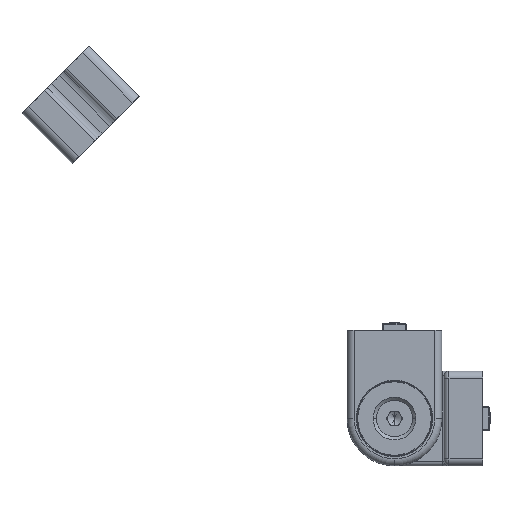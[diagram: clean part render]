
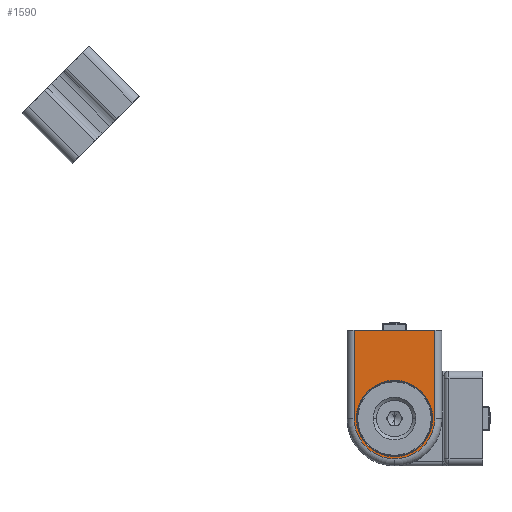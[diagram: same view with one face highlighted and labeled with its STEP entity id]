
A CAD part, left-side view. The second image highlights one B-rep face of the part: STEP entity #1590.
In plain terms, the highlighted planar face has unit normal (-1, 0, 0).
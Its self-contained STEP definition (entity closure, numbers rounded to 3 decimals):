
#5 = CARTESIAN_POINT ( 'NONE',  ( -10., 18.6, 0. ) ) ;
#244 = VECTOR ( 'NONE', #21463, 1000. ) ;
#564 = VECTOR ( 'NONE', #12541, 1000. ) ;
#801 = CIRCLE ( 'NONE', #19982, 8.041 ) ;
#911 = LINE ( 'NONE', #19343, #244 ) ;
#1315 = EDGE_CURVE ( 'NONE', #18551, #14520, #6683, .T. ) ;
#1365 = FACE_BOUND ( 'NONE', #26162, .T. ) ;
#1590 = ADVANCED_FACE ( 'NONE', ( #1365, #23144 ), #15185, .F. ) ;
#1842 = EDGE_CURVE ( 'NONE', #4638, #18551, #24104, .T. ) ;
#2139 = DIRECTION ( 'NONE',  ( 0., 0., -1. ) ) ;
#2259 = EDGE_LOOP ( 'NONE', ( #19897, #26257, #8065, #17965, #10210 ) ) ;
#2521 = CARTESIAN_POINT ( 'NONE',  ( -10., 18.6, 8.041 ) ) ;
#2524 = DIRECTION ( 'NONE',  ( 1., 0., 0. ) ) ;
#2781 = CARTESIAN_POINT ( 'NONE',  ( -10., 18.6, 0. ) ) ;
#3913 = VERTEX_POINT ( 'NONE', #21142 ) ;
#4638 = VERTEX_POINT ( 'NONE', #9603 ) ;
#4903 = DIRECTION ( 'NONE',  ( 0., 0., -1. ) ) ;
#5205 = EDGE_CURVE ( 'NONE', #26359, #15627, #5854, .T. ) ;
#5411 = DIRECTION ( 'NONE',  ( 0., -1., 0. ) ) ;
#5854 = CIRCLE ( 'NONE', #22047, 8.041 ) ;
#5877 = DIRECTION ( 'NONE',  ( -1., 0., 0. ) ) ;
#6447 = CARTESIAN_POINT ( 'NONE',  ( -10., 18.6, 0. ) ) ;
#6683 = CIRCLE ( 'NONE', #20549, 8.5 ) ;
#7901 = EDGE_CURVE ( 'NONE', #14520, #9217, #26236, .T. ) ;
#8065 = ORIENTED_EDGE ( 'NONE', *, *, #1842, .T. ) ;
#8079 = CARTESIAN_POINT ( 'NONE',  ( -10., 18.6, -8.5 ) ) ;
#8265 = EDGE_CURVE ( 'NONE', #15627, #26359, #801, .T. ) ;
#8385 = CARTESIAN_POINT ( 'NONE',  ( -10., 28.6, 8.5 ) ) ;
#8574 = DIRECTION ( 'NONE',  ( 0., 0., -1. ) ) ;
#9217 = VERTEX_POINT ( 'NONE', #10669 ) ;
#9603 = CARTESIAN_POINT ( 'NONE',  ( -10., 18.6, 8.5 ) ) ;
#10210 = ORIENTED_EDGE ( 'NONE', *, *, #7901, .T. ) ;
#10669 = CARTESIAN_POINT ( 'NONE',  ( -10., 0., -8.5 ) ) ;
#12541 = DIRECTION ( 'NONE',  ( 0., 1., 0. ) ) ;
#13695 = EDGE_CURVE ( 'NONE', #3913, #4638, #17425, .T. ) ;
#14326 = ORIENTED_EDGE ( 'NONE', *, *, #8265, .T. ) ;
#14520 = VERTEX_POINT ( 'NONE', #8079 ) ;
#14793 = DIRECTION ( 'NONE',  ( -1., 0., 0. ) ) ;
#15185 = PLANE ( 'NONE',  #22851 ) ;
#15627 = VERTEX_POINT ( 'NONE', #18862 ) ;
#17298 = DIRECTION ( 'NONE',  ( 0., 0., -1. ) ) ;
#17425 = LINE ( 'NONE', #8385, #564 ) ;
#17456 = ORIENTED_EDGE ( 'NONE', *, *, #5205, .T. ) ;
#17548 = DIRECTION ( 'NONE',  ( 1., 0., 0. ) ) ;
#17965 = ORIENTED_EDGE ( 'NONE', *, *, #1315, .T. ) ;
#18505 = CARTESIAN_POINT ( 'NONE',  ( -10., 18.6, 0. ) ) ;
#18551 = VERTEX_POINT ( 'NONE', #26417 ) ;
#18862 = CARTESIAN_POINT ( 'NONE',  ( -10., 18.6, -8.041 ) ) ;
#19322 = CARTESIAN_POINT ( 'NONE',  ( -10., 28.6, -10. ) ) ;
#19343 = CARTESIAN_POINT ( 'NONE',  ( -10., 0., -10. ) ) ;
#19512 = AXIS2_PLACEMENT_3D ( 'NONE', #5, #14793, #2139 ) ;
#19897 = ORIENTED_EDGE ( 'NONE', *, *, #21837, .T. ) ;
#19982 = AXIS2_PLACEMENT_3D ( 'NONE', #2781, #17548, #4903 ) ;
#20549 = AXIS2_PLACEMENT_3D ( 'NONE', #18505, #5877, #20613 ) ;
#20613 = DIRECTION ( 'NONE',  ( 0., 0., -1. ) ) ;
#20621 = VECTOR ( 'NONE', #5411, 1000. ) ;
#21142 = CARTESIAN_POINT ( 'NONE',  ( -10., 0., 8.5 ) ) ;
#21173 = DIRECTION ( 'NONE',  ( 1., 0., 0. ) ) ;
#21463 = DIRECTION ( 'NONE',  ( 0., 0., 1. ) ) ;
#21837 = EDGE_CURVE ( 'NONE', #9217, #3913, #911, .T. ) ;
#22047 = AXIS2_PLACEMENT_3D ( 'NONE', #6447, #21173, #8574 ) ;
#22851 = AXIS2_PLACEMENT_3D ( 'NONE', #19322, #2524, #17298 ) ;
#23144 = FACE_OUTER_BOUND ( 'NONE', #2259, .T. ) ;
#24104 = CIRCLE ( 'NONE', #19512, 8.5 ) ;
#26162 = EDGE_LOOP ( 'NONE', ( #14326, #17456 ) ) ;
#26236 = LINE ( 'NONE', #26424, #20621 ) ;
#26257 = ORIENTED_EDGE ( 'NONE', *, *, #13695, .T. ) ;
#26359 = VERTEX_POINT ( 'NONE', #2521 ) ;
#26417 = CARTESIAN_POINT ( 'NONE',  ( -10., 27.1, 0. ) ) ;
#26424 = CARTESIAN_POINT ( 'NONE',  ( -10., 0., -8.5 ) ) ;
